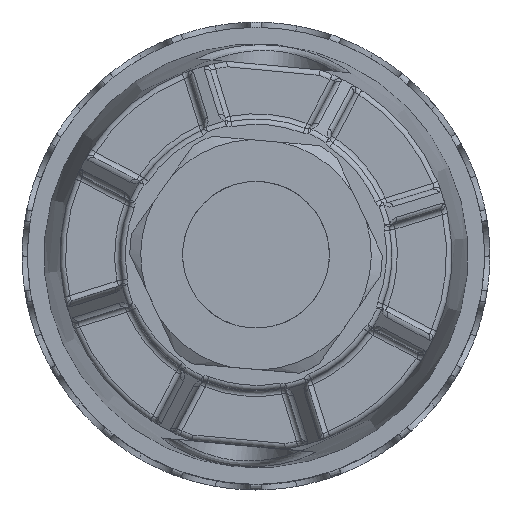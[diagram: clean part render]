
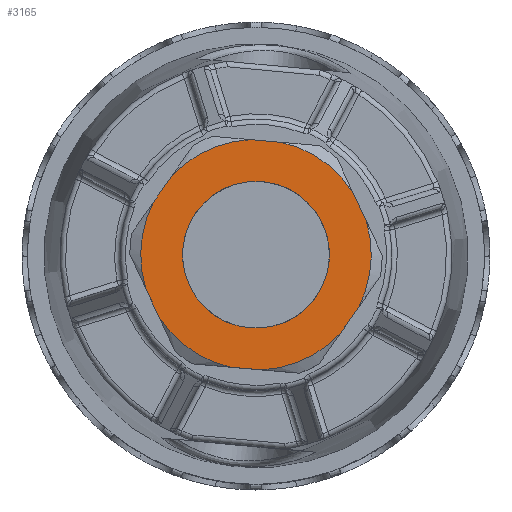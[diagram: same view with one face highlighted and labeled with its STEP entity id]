
A CAD part, top view. The second image highlights one B-rep face of the part: STEP entity #3165.
In plain terms, the highlighted planar face has unit normal (0, 0, 1).
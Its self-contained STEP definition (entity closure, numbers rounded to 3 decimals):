
#468=FACE_BOUND('',#6030,.T.);
#469=FACE_BOUND('',#6031,.T.);
#1268=CIRCLE('',#24613,10.6);
#1269=CIRCLE('',#24615,10.6);
#1270=CIRCLE('',#24617,10.6);
#1271=CIRCLE('',#24619,10.6);
#1272=CIRCLE('',#24621,10.6);
#1273=CIRCLE('',#24623,10.6);
#1274=CIRCLE('',#24625,6.75);
#1995=PLANE('',#24626);
#3165=ADVANCED_FACE('',(#468,#469),#1995,.T.);
#6030=EDGE_LOOP('',(#11902));
#6031=EDGE_LOOP('',(#11903,#11904,#11905,#11906,#11907,#11908,#11909,#11910,
#11911,#11912,#11913,#11914));
#11902=ORIENTED_EDGE('',*,*,#18515,.F.);
#11903=ORIENTED_EDGE('',*,*,#18498,.T.);
#11904=ORIENTED_EDGE('',*,*,#18516,.T.);
#11905=ORIENTED_EDGE('',*,*,#18500,.T.);
#11906=ORIENTED_EDGE('',*,*,#18517,.T.);
#11907=ORIENTED_EDGE('',*,*,#18503,.T.);
#11908=ORIENTED_EDGE('',*,*,#18518,.T.);
#11909=ORIENTED_EDGE('',*,*,#18506,.T.);
#11910=ORIENTED_EDGE('',*,*,#18519,.T.);
#11911=ORIENTED_EDGE('',*,*,#18509,.T.);
#11912=ORIENTED_EDGE('',*,*,#18520,.T.);
#11913=ORIENTED_EDGE('',*,*,#18512,.T.);
#11914=ORIENTED_EDGE('',*,*,#18521,.T.);
#15349=VERTEX_POINT('',#40970);
#15350=VERTEX_POINT('',#40972);
#15351=VERTEX_POINT('',#40979);
#15352=VERTEX_POINT('',#40980);
#15353=VERTEX_POINT('',#40991);
#15354=VERTEX_POINT('',#40992);
#15355=VERTEX_POINT('',#41003);
#15356=VERTEX_POINT('',#41004);
#15357=VERTEX_POINT('',#41015);
#15358=VERTEX_POINT('',#41016);
#15359=VERTEX_POINT('',#41027);
#15360=VERTEX_POINT('',#41028);
#15361=VERTEX_POINT('',#41039);
#18498=EDGE_CURVE('',#15350,#15349,#1268,.T.);
#18500=EDGE_CURVE('',#15351,#15352,#1269,.T.);
#18503=EDGE_CURVE('',#15353,#15354,#1270,.T.);
#18506=EDGE_CURVE('',#15355,#15356,#1271,.T.);
#18509=EDGE_CURVE('',#15357,#15358,#1272,.T.);
#18512=EDGE_CURVE('',#15359,#15360,#1273,.T.);
#18515=EDGE_CURVE('',#15361,#15361,#1274,.T.);
#18516=EDGE_CURVE('',#15349,#15351,#20784,.T.);
#18517=EDGE_CURVE('',#15352,#15353,#20785,.T.);
#18518=EDGE_CURVE('',#15354,#15355,#20786,.T.);
#18519=EDGE_CURVE('',#15356,#15357,#20787,.T.);
#18520=EDGE_CURVE('',#15358,#15359,#20788,.T.);
#18521=EDGE_CURVE('',#15360,#15350,#20789,.T.);
#20784=LINE('',#41040,#22679);
#20785=LINE('',#41041,#22680);
#20786=LINE('',#41042,#22681);
#20787=LINE('',#41043,#22682);
#20788=LINE('',#41044,#22683);
#20789=LINE('',#41045,#22684);
#22679=VECTOR('',#29480,1.);
#22680=VECTOR('',#29481,1.);
#22681=VECTOR('',#29482,1.);
#22682=VECTOR('',#29483,1.);
#22683=VECTOR('',#29484,1.);
#22684=VECTOR('',#29485,1.);
#24613=AXIS2_PLACEMENT_3D('',#40971,#29454,#29455);
#24615=AXIS2_PLACEMENT_3D('',#40978,#29458,#29459);
#24617=AXIS2_PLACEMENT_3D('',#40990,#29462,#29463);
#24619=AXIS2_PLACEMENT_3D('',#41002,#29466,#29467);
#24621=AXIS2_PLACEMENT_3D('',#41014,#29470,#29471);
#24623=AXIS2_PLACEMENT_3D('',#41026,#29474,#29475);
#24625=AXIS2_PLACEMENT_3D('',#41038,#29478,#29479);
#24626=AXIS2_PLACEMENT_3D('',#41046,#29486,#29487);
#29454=DIRECTION('',(0.,0.,1.));
#29455=DIRECTION('',(-0.996,0.087,0.));
#29458=DIRECTION('',(0.,0.,1.));
#29459=DIRECTION('',(-0.996,0.087,0.));
#29462=DIRECTION('',(0.,0.,1.));
#29463=DIRECTION('',(-0.996,0.087,0.));
#29466=DIRECTION('',(0.,0.,1.));
#29467=DIRECTION('',(-0.996,0.087,0.));
#29470=DIRECTION('',(0.,0.,1.));
#29471=DIRECTION('',(-0.996,0.087,0.));
#29474=DIRECTION('',(0.,0.,1.));
#29475=DIRECTION('',(-0.996,0.087,0.));
#29478=DIRECTION('',(0.,0.,1.));
#29479=DIRECTION('',(-0.996,0.087,0.));
#29480=DIRECTION('',(0.574,0.819,0.));
#29481=DIRECTION('',(-0.423,0.906,0.));
#29482=DIRECTION('',(-0.996,0.087,0.));
#29483=DIRECTION('',(-0.574,-0.819,0.));
#29484=DIRECTION('',(0.423,-0.906,0.));
#29485=DIRECTION('',(0.996,-0.087,0.));
#29486=DIRECTION('',(0.,0.,1.));
#29487=DIRECTION('',(0.996,-0.087,0.));
#40970=CARTESIAN_POINT('',(7.768,-7.212,91.5));
#40971=CARTESIAN_POINT('',(0.,0.,91.5));
#40972=CARTESIAN_POINT('',(0.532,-10.587,91.5));
#40978=CARTESIAN_POINT('',(0.,0.,91.5));
#40979=CARTESIAN_POINT('',(9.434,-4.833,91.5));
#40980=CARTESIAN_POINT('',(10.13,3.121,91.5));
#40990=CARTESIAN_POINT('',(0.,0.,91.5));
#40991=CARTESIAN_POINT('',(8.902,5.754,91.5));
#40992=CARTESIAN_POINT('',(2.362,10.333,91.5));
#41002=CARTESIAN_POINT('',(0.,0.,91.5));
#41003=CARTESIAN_POINT('',(-0.532,10.587,91.5));
#41004=CARTESIAN_POINT('',(-7.768,7.212,91.5));
#41014=CARTESIAN_POINT('',(0.,0.,91.5));
#41015=CARTESIAN_POINT('',(-9.434,4.833,91.5));
#41016=CARTESIAN_POINT('',(-10.13,-3.121,91.5));
#41026=CARTESIAN_POINT('',(0.,0.,91.5));
#41027=CARTESIAN_POINT('',(-8.902,-5.754,91.5));
#41028=CARTESIAN_POINT('',(-2.362,-10.333,91.5));
#41038=CARTESIAN_POINT('',(0.,0.,91.5));
#41039=CARTESIAN_POINT('',(-6.724,0.588,91.5));
#41040=CARTESIAN_POINT('',(5.124,-10.988,91.5));
#41041=CARTESIAN_POINT('',(12.078,-1.057,91.5));
#41042=CARTESIAN_POINT('',(6.954,9.932,91.5));
#41043=CARTESIAN_POINT('',(-5.124,10.988,91.5));
#41044=CARTESIAN_POINT('',(-12.078,1.057,91.5));
#41045=CARTESIAN_POINT('',(-6.954,-9.932,91.5));
#41046=CARTESIAN_POINT('',(0.924,10.56,91.5));
